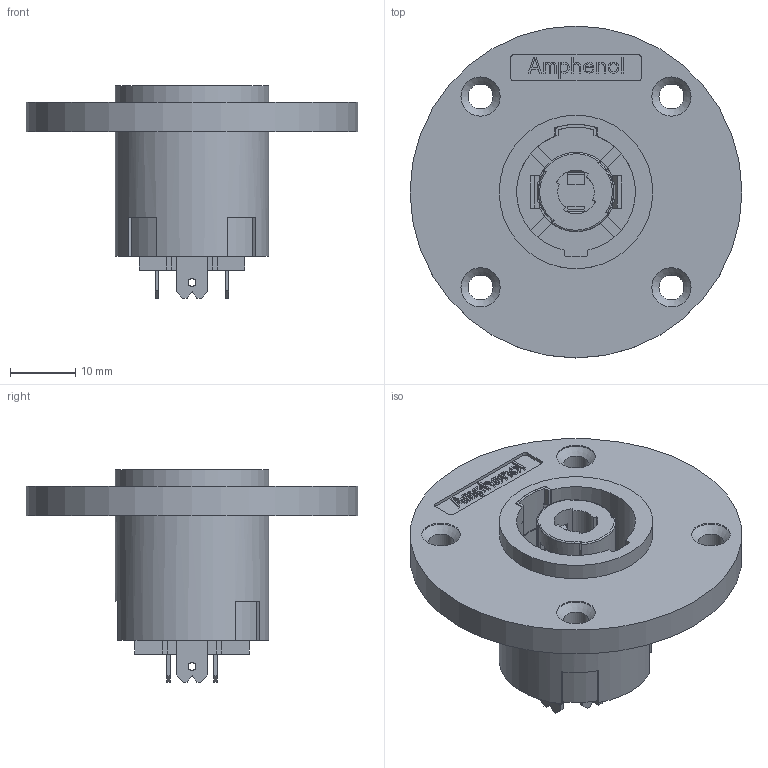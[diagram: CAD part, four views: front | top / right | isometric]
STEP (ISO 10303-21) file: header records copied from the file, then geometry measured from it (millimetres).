
FILE_DESCRIPTION(/* description */ (''),/* implementation_level */ '2;1');
FILE_NAME(/* name */ 'SP-4-MC.stp',/* time_stamp */ '2020-06-24T10:08:26+10:00',/* author */ ('minh'),/* organization */ (''),/* preprocessor_version */ 'ST-DEVELOPER v16.1',/* originating_system */ 'Autodesk Inventor 2016',/* authorisation */ '');
FILE_SCHEMA (('AUTOMOTIVE_DESIGN { 1 0 10303 214 3 1 1 }'));
Length unit declared in the file: inch
Products named in the file (1): SP-4-MC_Shrinkwrap_1
Bounding box: 50.8 x 50.8 x 32.5 mm (x, y, z)
Surface area: 10940.2 mm2 (no closed solid volume)
Topology: 0 solids, 25 shells, 287 faces, 1618 edges, 1321 vertices
Faces by surface type: plane 199, cylinder 74, torus 4, cone 4, bspline 4, sphere 2
Full cylindrical faces by diameter (mm): 1.2 x4, 3.8 x4, 23.5 x2, 50.8 x1
Entity records: 18296 total; most frequent: CARTESIAN_POINT 5746, DIRECTION 2360, ORIENTED_EDGE 2210, EDGE_CURVE 1598, VERTEX_POINT 1316, LINE 1280, VECTOR 1280, AXIS2_PLACEMENT_3D 540
